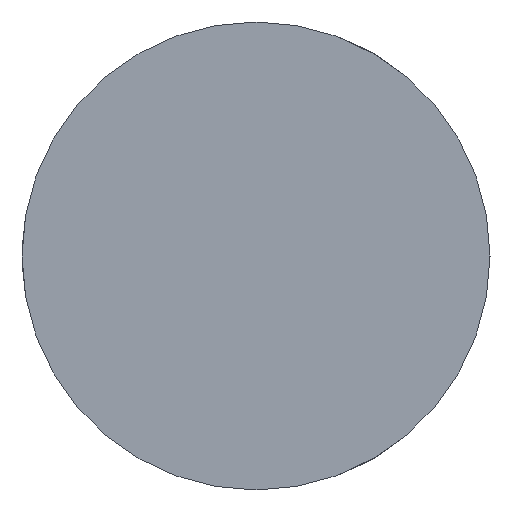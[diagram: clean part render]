
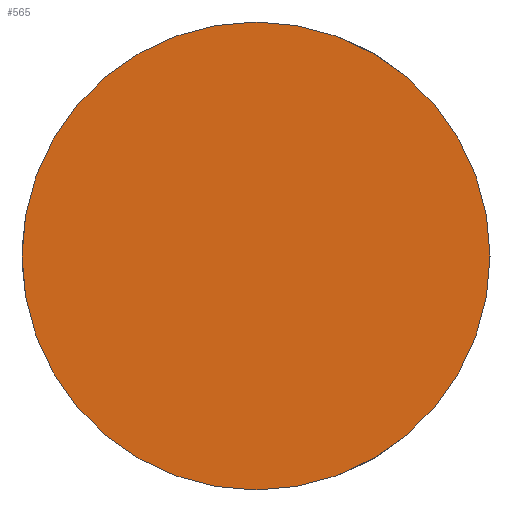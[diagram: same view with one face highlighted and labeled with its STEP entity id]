
A CAD part, left-side view. The second image highlights one B-rep face of the part: STEP entity #565.
In plain terms, the highlighted planar face has unit normal (-1, 0, 0).
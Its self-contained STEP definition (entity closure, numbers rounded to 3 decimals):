
#27 = AXIS2_PLACEMENT_3D ( 'NONE', #1632, #853, #972 ) ;
#144 = CARTESIAN_POINT ( 'NONE',  ( -6., 0., 48. ) ) ;
#356 = EDGE_LOOP ( 'NONE', ( #1634, #650 ) ) ;
#414 = DIRECTION ( 'NONE',  ( 0., 0., 1. ) ) ;
#421 = CARTESIAN_POINT ( 'NONE',  ( -6., 0., 0. ) ) ;
#457 = AXIS2_PLACEMENT_3D ( 'NONE', #421, #542, #414 ) ;
#542 = DIRECTION ( 'NONE',  ( -1., 0., 0. ) ) ;
#565 = ADVANCED_FACE ( 'Defeature ausgef�hrt1_26', ( #1034 ), #1366, .F. ) ;
#607 = VERTEX_POINT ( 'NONE', #144 ) ;
#650 = ORIENTED_EDGE ( 'NONE', *, *, #1218, .T. ) ;
#665 = CIRCLE ( 'NONE', #457, 48. ) ;
#699 = EDGE_CURVE ( 'Defeature ausgef�hrt1_26+Defeature ausgef�hrt1_25+Defeature ausgef�hrt1_25+Defeature ausgef�hrt1_25', #607, #1425, #665, .T. ) ;
#745 = DIRECTION ( 'NONE',  ( 1., 0., 0. ) ) ;
#853 = DIRECTION ( 'NONE',  ( -1., 0., 0. ) ) ;
#874 = DIRECTION ( 'NONE',  ( 0., 0., -1. ) ) ;
#883 = CARTESIAN_POINT ( 'NONE',  ( -6., 46., 0. ) ) ;
#939 = CARTESIAN_POINT ( 'NONE',  ( -6., 0., -48. ) ) ;
#972 = DIRECTION ( 'NONE',  ( 0., 0., 1. ) ) ;
#1034 = FACE_OUTER_BOUND ( 'NONE', #356, .T. ) ;
#1127 = CIRCLE ( 'NONE', #27, 48. ) ;
#1218 = EDGE_CURVE ( 'Defeature ausgef�hrt1_26+Defeature ausgef�hrt1_25+Defeature ausgef�hrt1_25+Defeature ausgef�hrt1_25', #1425, #607, #1127, .T. ) ;
#1366 = PLANE ( 'NONE',  #1557 ) ;
#1425 = VERTEX_POINT ( 'NONE', #939 ) ;
#1557 = AXIS2_PLACEMENT_3D ( 'NONE', #883, #745, #874 ) ;
#1632 = CARTESIAN_POINT ( 'NONE',  ( -6., 0., 0. ) ) ;
#1634 = ORIENTED_EDGE ( 'NONE', *, *, #699, .T. ) ;
